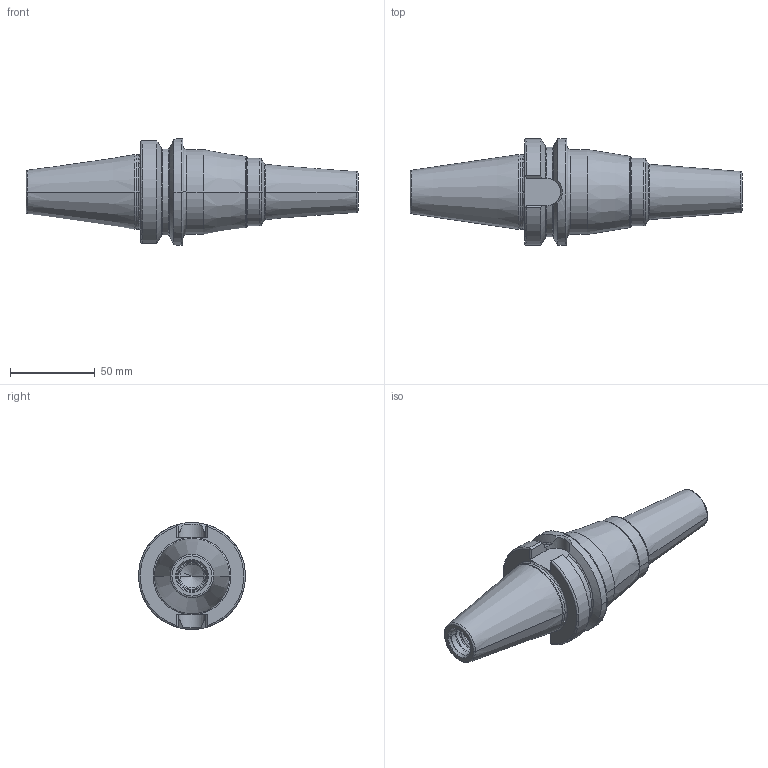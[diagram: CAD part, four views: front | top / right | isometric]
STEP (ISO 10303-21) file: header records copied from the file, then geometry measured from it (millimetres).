
FILE_DESCRIPTION((''),'2;1');
FILE_NAME('40-644-10-3','2011-08-22T',('mei'),(''),'PRO/ENGINEER BY PARAMETRIC TECHNOLOGY CORPORATION, 2010430','PRO/ENGINEER BY PARAMETRIC TECHNOLOGY CORPORATION, 2010430','');
FILE_SCHEMA(('CONFIG_CONTROL_DESIGN'));
Length unit declared in the file: millimetre
Products named in the file (1): 40-644-10-3
Bounding box: 195.4 x 62.98 x 62.98 mm (x, y, z)
Volume: 236485.7 mm3; surface area: 33570.2 mm2
Topology: 1 solids, 2 shells, 112 faces, 262 edges, 153 vertices
Faces by surface type: torus 32, plane 26, cone 24, cylinder 24, bspline 6
Entity records: 3625 total; most frequent: CARTESIAN_POINT 1043, DIRECTION 564, ORIENTED_EDGE 512, EDGE_CURVE 258, AXIS2_PLACEMENT_3D 237, VERTEX_POINT 153, CIRCLE 130, EDGE_LOOP 117
